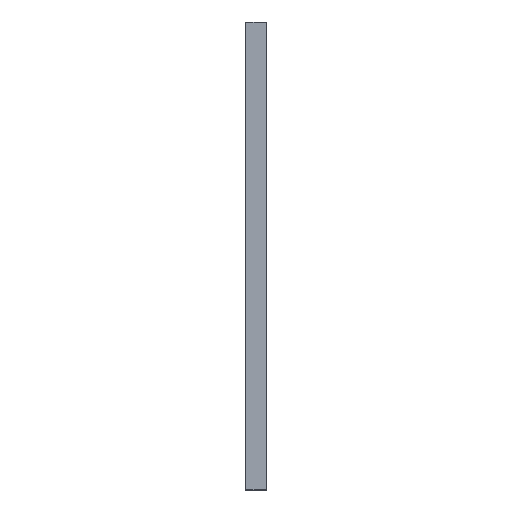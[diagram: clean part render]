
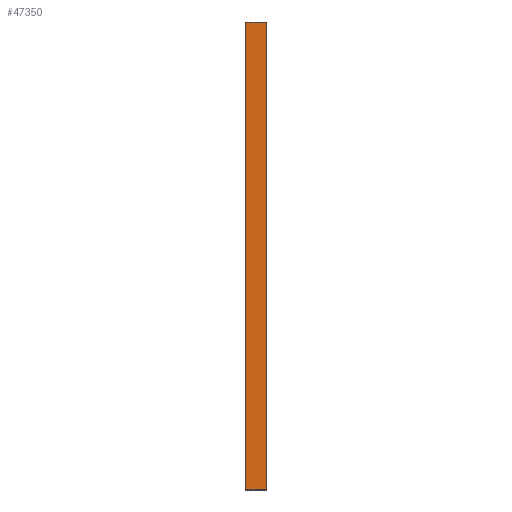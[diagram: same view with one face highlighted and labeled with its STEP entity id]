
A CAD part, front view. The second image highlights one B-rep face of the part: STEP entity #47350.
In plain terms, the highlighted planar face has unit normal (0, -1, 0).
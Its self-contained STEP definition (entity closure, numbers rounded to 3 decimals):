
#37290 = PLANE('',#37291);
#37291 = AXIS2_PLACEMENT_3D('',#37292,#37293,#37294);
#37292 = CARTESIAN_POINT('',(5.5,-10.95,0.05));
#37293 = DIRECTION('',(0.,0.707,0.707));
#37294 = DIRECTION('',(1.,0.,0.));
#37649 = PLANE('',#37650);
#37650 = AXIS2_PLACEMENT_3D('',#37651,#37652,#37653);
#37651 = CARTESIAN_POINT('',(5.5,-10.95,239.95));
#37652 = DIRECTION('',(0.,-0.707,
    0.707));
#37653 = DIRECTION('',(1.,0.,0.));
#37987 = PLANE('',#37988);
#37988 = AXIS2_PLACEMENT_3D('',#37989,#37990,#37991);
#37989 = CARTESIAN_POINT('',(-5.4,-10.9,0.));
#37990 = DIRECTION('',(-0.707,-0.707,
    0.));
#37991 = DIRECTION('',(0.,0.,1.));
#41601 = VERTEX_POINT('',#41602);
#41602 = CARTESIAN_POINT('',(5.4,-11.,0.1));
#41623 = EDGE_CURVE('',#41601,#41624,#41626,.T.);
#41624 = VERTEX_POINT('',#41625);
#41625 = CARTESIAN_POINT('',(-5.3,-11.,0.1));
#41626 = SURFACE_CURVE('',#41627,(#41631,#41638),.PCURVE_S1.);
#41627 = LINE('',#41628,#41629);
#41628 = CARTESIAN_POINT('',(5.5,-11.,0.1));
#41629 = VECTOR('',#41630,1.);
#41630 = DIRECTION('',(-1.,0.,0.));
#41631 = PCURVE('',#37290,#41632);
#41632 = DEFINITIONAL_REPRESENTATION('',(#41633),#41637);
#41633 = LINE('',#41634,#41635);
#41634 = CARTESIAN_POINT('',(0.,-0.071));
#41635 = VECTOR('',#41636,1.);
#41636 = DIRECTION('',(-1.,0.));
#41637 = ( GEOMETRIC_REPRESENTATION_CONTEXT(2) 
PARAMETRIC_REPRESENTATION_CONTEXT() REPRESENTATION_CONTEXT('2D SPACE',''
  ) );
#41638 = PCURVE('',#41639,#41644);
#41639 = PLANE('',#41640);
#41640 = AXIS2_PLACEMENT_3D('',#41641,#41642,#41643);
#41641 = CARTESIAN_POINT('',(5.5,-11.,0.));
#41642 = DIRECTION('',(0.,-1.,0.));
#41643 = DIRECTION('',(-1.,0.,0.));
#41644 = DEFINITIONAL_REPRESENTATION('',(#41645),#41649);
#41645 = LINE('',#41646,#41647);
#41646 = CARTESIAN_POINT('',(0.,-0.1));
#41647 = VECTOR('',#41648,1.);
#41648 = DIRECTION('',(1.,0.));
#41649 = ( GEOMETRIC_REPRESENTATION_CONTEXT(2) 
PARAMETRIC_REPRESENTATION_CONTEXT() REPRESENTATION_CONTEXT('2D SPACE',''
  ) );
#41939 = VERTEX_POINT('',#41940);
#41940 = CARTESIAN_POINT('',(5.4,-11.,239.9));
#41961 = EDGE_CURVE('',#41939,#41962,#41964,.T.);
#41962 = VERTEX_POINT('',#41963);
#41963 = CARTESIAN_POINT('',(-5.3,-11.,239.9));
#41964 = SURFACE_CURVE('',#41965,(#41969,#41976),.PCURVE_S1.);
#41965 = LINE('',#41966,#41967);
#41966 = CARTESIAN_POINT('',(5.5,-11.,239.9));
#41967 = VECTOR('',#41968,1.);
#41968 = DIRECTION('',(-1.,0.,0.));
#41969 = PCURVE('',#37649,#41970);
#41970 = DEFINITIONAL_REPRESENTATION('',(#41971),#41975);
#41971 = LINE('',#41972,#41973);
#41972 = CARTESIAN_POINT('',(0.,-0.071));
#41973 = VECTOR('',#41974,1.);
#41974 = DIRECTION('',(-1.,0.));
#41975 = ( GEOMETRIC_REPRESENTATION_CONTEXT(2) 
PARAMETRIC_REPRESENTATION_CONTEXT() REPRESENTATION_CONTEXT('2D SPACE',''
  ) );
#41976 = PCURVE('',#41639,#41977);
#41977 = DEFINITIONAL_REPRESENTATION('',(#41978),#41982);
#41978 = LINE('',#41979,#41980);
#41979 = CARTESIAN_POINT('',(0.,-239.9));
#41980 = VECTOR('',#41981,1.);
#41981 = DIRECTION('',(1.,0.));
#41982 = ( GEOMETRIC_REPRESENTATION_CONTEXT(2) 
PARAMETRIC_REPRESENTATION_CONTEXT() REPRESENTATION_CONTEXT('2D SPACE',''
  ) );
#42063 = EDGE_CURVE('',#41624,#41962,#42064,.T.);
#42064 = SURFACE_CURVE('',#42065,(#42069,#42076),.PCURVE_S1.);
#42065 = LINE('',#42066,#42067);
#42066 = CARTESIAN_POINT('',(-5.3,-11.,0.));
#42067 = VECTOR('',#42068,1.);
#42068 = DIRECTION('',(0.,0.,1.));
#42069 = PCURVE('',#37987,#42070);
#42070 = DEFINITIONAL_REPRESENTATION('',(#42071),#42075);
#42071 = LINE('',#42072,#42073);
#42072 = CARTESIAN_POINT('',(0.,-0.141));
#42073 = VECTOR('',#42074,1.);
#42074 = DIRECTION('',(1.,0.));
#42075 = ( GEOMETRIC_REPRESENTATION_CONTEXT(2) 
PARAMETRIC_REPRESENTATION_CONTEXT() REPRESENTATION_CONTEXT('2D SPACE',''
  ) );
#42076 = PCURVE('',#41639,#42077);
#42077 = DEFINITIONAL_REPRESENTATION('',(#42078),#42082);
#42078 = LINE('',#42079,#42080);
#42079 = CARTESIAN_POINT('',(10.8,0.));
#42080 = VECTOR('',#42081,1.);
#42081 = DIRECTION('',(0.,-1.));
#42082 = ( GEOMETRIC_REPRESENTATION_CONTEXT(2) 
PARAMETRIC_REPRESENTATION_CONTEXT() REPRESENTATION_CONTEXT('2D SPACE',''
  ) );
#47126 = PLANE('',#47127);
#47127 = AXIS2_PLACEMENT_3D('',#47128,#47129,#47130);
#47128 = CARTESIAN_POINT('',(5.45,-10.95,0.));
#47129 = DIRECTION('',(0.707,-0.707,0.));
#47130 = DIRECTION('',(0.,0.,1.));
#47350 = ADVANCED_FACE('',(#47351),#41639,.T.);
#47351 = FACE_BOUND('',#47352,.T.);
#47352 = EDGE_LOOP('',(#47353,#47374,#47375,#47376));
#47353 = ORIENTED_EDGE('',*,*,#47354,.T.);
#47354 = EDGE_CURVE('',#41601,#41939,#47355,.T.);
#47355 = SURFACE_CURVE('',#47356,(#47360,#47367),.PCURVE_S1.);
#47356 = LINE('',#47357,#47358);
#47357 = CARTESIAN_POINT('',(5.4,-11.,0.));
#47358 = VECTOR('',#47359,1.);
#47359 = DIRECTION('',(0.,0.,1.));
#47360 = PCURVE('',#41639,#47361);
#47361 = DEFINITIONAL_REPRESENTATION('',(#47362),#47366);
#47362 = LINE('',#47363,#47364);
#47363 = CARTESIAN_POINT('',(0.1,0.));
#47364 = VECTOR('',#47365,1.);
#47365 = DIRECTION('',(0.,-1.));
#47366 = ( GEOMETRIC_REPRESENTATION_CONTEXT(2) 
PARAMETRIC_REPRESENTATION_CONTEXT() REPRESENTATION_CONTEXT('2D SPACE',''
  ) );
#47367 = PCURVE('',#47126,#47368);
#47368 = DEFINITIONAL_REPRESENTATION('',(#47369),#47373);
#47369 = LINE('',#47370,#47371);
#47370 = CARTESIAN_POINT('',(0.,0.071));
#47371 = VECTOR('',#47372,1.);
#47372 = DIRECTION('',(1.,0.));
#47373 = ( GEOMETRIC_REPRESENTATION_CONTEXT(2) 
PARAMETRIC_REPRESENTATION_CONTEXT() REPRESENTATION_CONTEXT('2D SPACE',''
  ) );
#47374 = ORIENTED_EDGE('',*,*,#41961,.T.);
#47375 = ORIENTED_EDGE('',*,*,#42063,.F.);
#47376 = ORIENTED_EDGE('',*,*,#41623,.F.);
